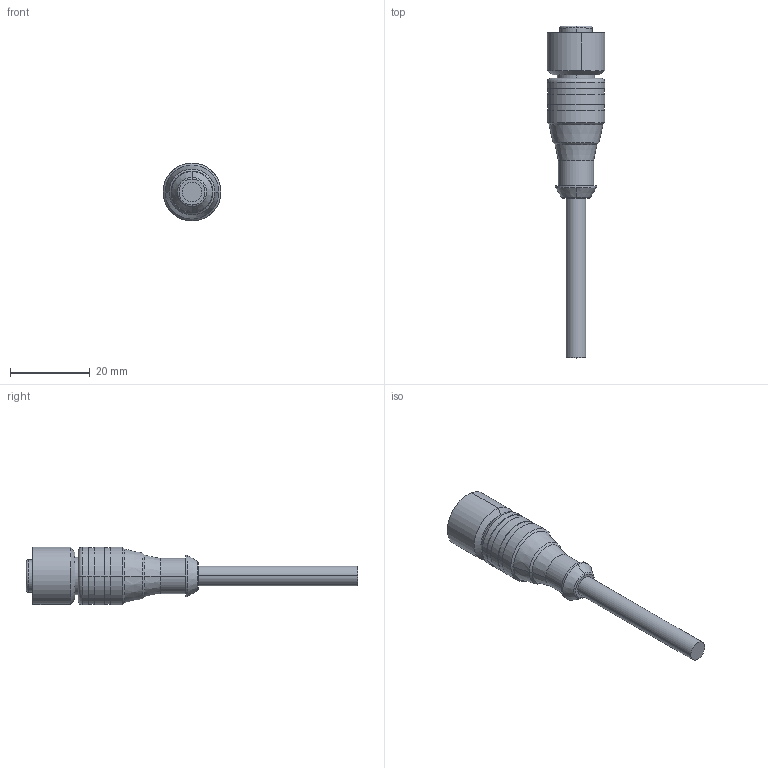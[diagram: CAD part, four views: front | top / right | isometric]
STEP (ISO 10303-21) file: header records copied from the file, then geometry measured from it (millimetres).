
FILE_DESCRIPTION(('STEP AP242'),'1');
FILE_NAME('connector_xzcp1164l10.stp','2019-12-17T16:31:19',('TraceParts'),('TraceParts S.A.'),'Spatial InterOp 3D',' ',' ');
FILE_SCHEMA(('AP242_MANAGED_MODEL_BASED_3D_ENGINEERING_MIM_LF {1 0 10303 442 1 1 4}'));
Length unit declared in the file: millimetre
Products named in the file (1): connector_xzcp1164l10
Bounding box: 14.5 x 83.1 x 14.5 mm (x, y, z)
Volume: 5649.6 mm3; surface area: 3245.6 mm2
Topology: 1 solids, 1 shells, 109 faces, 243 edges, 148 vertices
Faces by surface type: cylinder 44, cone 26, plane 22, torus 17
Entity records: 3990 total; most frequent: DIRECTION 608, CARTESIAN_POINT 559, ORIENTED_EDGE 486, AXIS2_PLACEMENT_3D 265, EDGE_CURVE 243, CIRCLE 155, VERTEX_POINT 148, EDGE_LOOP 125
